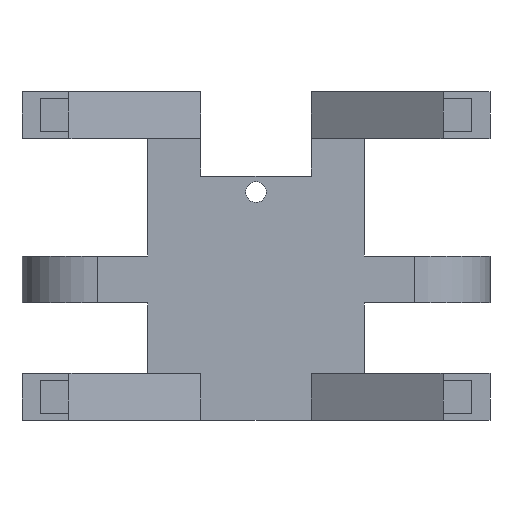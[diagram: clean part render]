
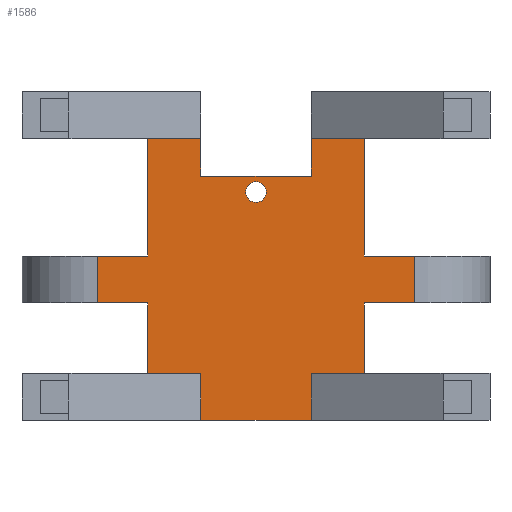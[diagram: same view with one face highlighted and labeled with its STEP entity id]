
A CAD part, front view. The second image highlights one B-rep face of the part: STEP entity #1586.
In plain terms, the highlighted planar face has unit normal (0, -1, 0).
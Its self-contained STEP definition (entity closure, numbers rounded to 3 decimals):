
#16=FACE_BOUND('',#628,.T.);
#55=PLANE('',#1707);
#96=LINE('',#2208,#295);
#102=LINE('',#2222,#301);
#146=LINE('',#2317,#345);
#156=LINE('',#2336,#355);
#164=LINE('',#2351,#363);
#174=LINE('',#2370,#373);
#180=LINE('',#2383,#379);
#182=LINE('',#2386,#381);
#186=LINE('',#2419,#385);
#188=LINE('',#2425,#387);
#194=LINE('',#2439,#393);
#195=LINE('',#2441,#394);
#196=LINE('',#2443,#395);
#197=LINE('',#2445,#396);
#198=LINE('',#2447,#397);
#199=LINE('',#2448,#398);
#200=LINE('',#2450,#399);
#201=LINE('',#2452,#400);
#202=LINE('',#2454,#401);
#203=LINE('',#2455,#402);
#295=VECTOR('',#1781,10.);
#301=VECTOR('',#1791,10.);
#345=VECTOR('',#1871,10.);
#355=VECTOR('',#1887,10.);
#363=VECTOR('',#1903,10.);
#373=VECTOR('',#1919,10.);
#379=VECTOR('',#1929,10.);
#381=VECTOR('',#1933,10.);
#385=VECTOR('',#1971,10.);
#387=VECTOR('',#1977,10.);
#393=VECTOR('',#1987,10.);
#394=VECTOR('',#1988,10.);
#395=VECTOR('',#1989,10.);
#396=VECTOR('',#1990,10.);
#397=VECTOR('',#1991,10.);
#398=VECTOR('',#1992,10.);
#399=VECTOR('',#1993,10.);
#400=VECTOR('',#1994,10.);
#401=VECTOR('',#1995,10.);
#402=VECTOR('',#1996,10.);
#542=FACE_OUTER_BOUND('',#627,.T.);
#627=EDGE_LOOP('',(#1284,#1285,#1286,#1287,#1288,#1289,#1290,#1291,#1292,
#1293,#1294,#1295,#1296,#1297,#1298,#1299,#1300,#1301,#1302,#1303));
#628=EDGE_LOOP('',(#1304));
#700=CIRCLE('',#1708,1.1);
#713=VERTEX_POINT('',#2202);
#715=VERTEX_POINT('',#2206);
#721=VERTEX_POINT('',#2220);
#752=VERTEX_POINT('',#2313);
#754=VERTEX_POINT('',#2316);
#760=VERTEX_POINT('',#2335);
#763=VERTEX_POINT('',#2350);
#766=VERTEX_POINT('',#2358);
#769=VERTEX_POINT('',#2368);
#785=VERTEX_POINT('',#2416);
#786=VERTEX_POINT('',#2418);
#788=VERTEX_POINT('',#2424);
#794=VERTEX_POINT('',#2438);
#795=VERTEX_POINT('',#2440);
#796=VERTEX_POINT('',#2442);
#797=VERTEX_POINT('',#2444);
#798=VERTEX_POINT('',#2446);
#799=VERTEX_POINT('',#2449);
#800=VERTEX_POINT('',#2451);
#801=VERTEX_POINT('',#2453);
#802=VERTEX_POINT('',#2456);
#866=EDGE_CURVE('',#713,#715,#96,.T.);
#873=EDGE_CURVE('',#715,#721,#102,.T.);
#918=EDGE_CURVE('',#754,#752,#146,.T.);
#928=EDGE_CURVE('',#760,#754,#156,.T.);
#936=EDGE_CURVE('',#763,#713,#164,.T.);
#946=EDGE_CURVE('',#766,#769,#174,.T.);
#952=EDGE_CURVE('',#769,#763,#180,.T.);
#954=EDGE_CURVE('',#721,#760,#182,.T.);
#969=EDGE_CURVE('',#785,#786,#186,.T.);
#972=EDGE_CURVE('',#786,#788,#188,.T.);
#979=EDGE_CURVE('',#794,#785,#194,.T.);
#980=EDGE_CURVE('',#794,#795,#195,.T.);
#981=EDGE_CURVE('',#795,#796,#196,.T.);
#982=EDGE_CURVE('',#796,#797,#197,.T.);
#983=EDGE_CURVE('',#797,#798,#198,.T.);
#984=EDGE_CURVE('',#798,#766,#199,.T.);
#985=EDGE_CURVE('',#752,#799,#200,.T.);
#986=EDGE_CURVE('',#799,#800,#201,.T.);
#987=EDGE_CURVE('',#800,#801,#202,.T.);
#988=EDGE_CURVE('',#801,#788,#203,.T.);
#989=EDGE_CURVE('',#802,#802,#700,.T.);
#1284=ORIENTED_EDGE('',*,*,#972,.F.);
#1285=ORIENTED_EDGE('',*,*,#969,.F.);
#1286=ORIENTED_EDGE('',*,*,#979,.F.);
#1287=ORIENTED_EDGE('',*,*,#980,.T.);
#1288=ORIENTED_EDGE('',*,*,#981,.T.);
#1289=ORIENTED_EDGE('',*,*,#982,.T.);
#1290=ORIENTED_EDGE('',*,*,#983,.T.);
#1291=ORIENTED_EDGE('',*,*,#984,.T.);
#1292=ORIENTED_EDGE('',*,*,#946,.T.);
#1293=ORIENTED_EDGE('',*,*,#952,.T.);
#1294=ORIENTED_EDGE('',*,*,#936,.T.);
#1295=ORIENTED_EDGE('',*,*,#866,.T.);
#1296=ORIENTED_EDGE('',*,*,#873,.T.);
#1297=ORIENTED_EDGE('',*,*,#954,.T.);
#1298=ORIENTED_EDGE('',*,*,#928,.T.);
#1299=ORIENTED_EDGE('',*,*,#918,.T.);
#1300=ORIENTED_EDGE('',*,*,#985,.T.);
#1301=ORIENTED_EDGE('',*,*,#986,.T.);
#1302=ORIENTED_EDGE('',*,*,#987,.T.);
#1303=ORIENTED_EDGE('',*,*,#988,.T.);
#1304=ORIENTED_EDGE('',*,*,#989,.T.);
#1586=ADVANCED_FACE('',(#542,#16),#55,.F.);
#1707=AXIS2_PLACEMENT_3D('',#2437,#1985,#1986);
#1708=AXIS2_PLACEMENT_3D('',#2457,#1997,#1998);
#1781=DIRECTION('',(0.,0.,-1.));
#1791=DIRECTION('',(1.,0.,0.));
#1871=DIRECTION('',(0.,0.,-1.));
#1887=DIRECTION('',(1.,0.,0.));
#1903=DIRECTION('',(-1.,0.,0.));
#1919=DIRECTION('',(-1.,0.,0.));
#1929=DIRECTION('',(0.,0.,-1.));
#1933=DIRECTION('',(0.,0.,-1.));
#1971=DIRECTION('',(0.,0.,-1.));
#1977=DIRECTION('',(-1.,0.,0.));
#1985=DIRECTION('center_axis',(0.,1.,0.));
#1986=DIRECTION('ref_axis',(1.,0.,0.));
#1987=DIRECTION('',(1.,0.,0.));
#1988=DIRECTION('',(0.,0.,1.));
#1989=DIRECTION('',(-1.,0.,0.));
#1990=DIRECTION('',(0.,0.,-1.));
#1991=DIRECTION('',(-1.,0.,0.));
#1992=DIRECTION('',(0.,0.,1.));
#1993=DIRECTION('',(1.,0.,0.));
#1994=DIRECTION('',(0.,0.,1.));
#1995=DIRECTION('',(1.,0.,0.));
#1996=DIRECTION('',(0.,0.,1.));
#1997=DIRECTION('center_axis',(0.,1.,0.));
#1998=DIRECTION('ref_axis',(-1.,0.,0.));
#2202=CARTESIAN_POINT('',(-5.4,0.,17.5));
#2206=CARTESIAN_POINT('',(-5.4,0.,12.5));
#2208=CARTESIAN_POINT('',(-5.4,0.,16.25));
#2220=CARTESIAN_POINT('',(0.,0.,12.5));
#2222=CARTESIAN_POINT('',(-8.4,0.,12.5));
#2313=CARTESIAN_POINT('',(5.6,0.,0.));
#2316=CARTESIAN_POINT('',(5.6,0.,5.));
#2317=CARTESIAN_POINT('',(5.6,0.,8.75));
#2335=CARTESIAN_POINT('',(0.,0.,5.));
#2336=CARTESIAN_POINT('',(8.15,0.,5.));
#2350=CARTESIAN_POINT('',(0.,0.,17.5));
#2351=CARTESIAN_POINT('',(-8.4,0.,17.5));
#2358=CARTESIAN_POINT('',(5.6,0.,30.));
#2368=CARTESIAN_POINT('',(0.,0.,30.));
#2370=CARTESIAN_POINT('',(3.8,0.,30.));
#2383=CARTESIAN_POINT('',(0.,0.,35.));
#2386=CARTESIAN_POINT('',(0.,0.,35.));
#2416=CARTESIAN_POINT('',(28.4,0.,17.5));
#2418=CARTESIAN_POINT('',(28.4,0.,12.5));
#2419=CARTESIAN_POINT('',(28.4,0.,16.25));
#2424=CARTESIAN_POINT('',(23.,0.,12.5));
#2425=CARTESIAN_POINT('',(31.4,0.,12.5));
#2437=CARTESIAN_POINT('Origin',(11.5,0.,17.5));
#2438=CARTESIAN_POINT('',(23.,0.,17.5));
#2439=CARTESIAN_POINT('',(31.4,0.,17.5));
#2440=CARTESIAN_POINT('',(23.,0.,30.));
#2441=CARTESIAN_POINT('',(23.,0.,0.));
#2442=CARTESIAN_POINT('',(17.4,0.,30.));
#2443=CARTESIAN_POINT('',(19.2,0.,30.));
#2444=CARTESIAN_POINT('',(17.4,0.,26.));
#2445=CARTESIAN_POINT('',(17.4,0.,21.75));
#2446=CARTESIAN_POINT('',(5.6,0.,26.));
#2447=CARTESIAN_POINT('',(8.55,0.,26.));
#2448=CARTESIAN_POINT('',(5.6,0.,26.25));
#2449=CARTESIAN_POINT('',(17.4,0.,0.));
#2450=CARTESIAN_POINT('',(0.,0.,0.));
#2451=CARTESIAN_POINT('',(17.4,0.,5.));
#2452=CARTESIAN_POINT('',(17.4,0.,8.75));
#2453=CARTESIAN_POINT('',(23.,0.,5.));
#2454=CARTESIAN_POINT('',(14.85,0.,5.));
#2455=CARTESIAN_POINT('',(23.,0.,0.));
#2456=CARTESIAN_POINT('',(12.6,0.,24.3));
#2457=CARTESIAN_POINT('Origin',(11.5,0.,24.3));
